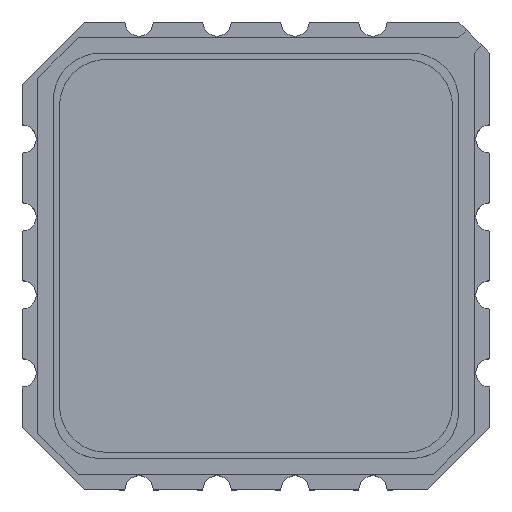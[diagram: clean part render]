
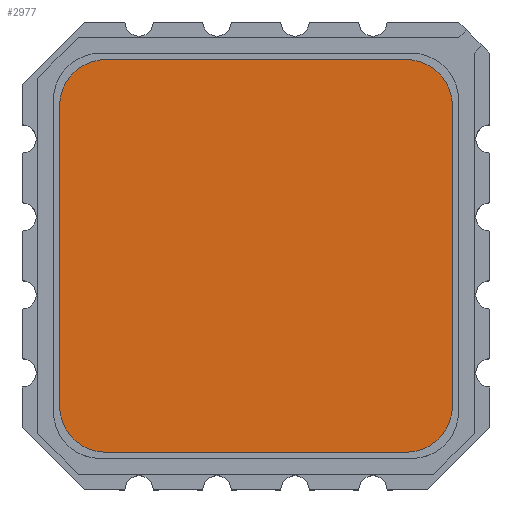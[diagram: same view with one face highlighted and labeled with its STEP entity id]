
A CAD part, top view. The second image highlights one B-rep face of the part: STEP entity #2977.
In plain terms, the highlighted face is planar.
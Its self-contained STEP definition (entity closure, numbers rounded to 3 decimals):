
#2977=ADVANCED_FACE('',(#5089),#5091,.F.);
#5089=FACE_BOUND('',#5090,.T.);
#5090=EDGE_LOOP('',(#6786,#6787,#6788,#6789,#6790,#6791,#6792,#6793));
#5091=PLANE('',#5092);
#5092=AXIS2_PLACEMENT_3D('',#5093,#5094,#5095);
#5093=CARTESIAN_POINT('',(0.,0.,0.));
#5094=DIRECTION('',(0.,0.,1.));
#5095=DIRECTION('',(1.,0.,0.));
#6786=ORIENTED_EDGE('',*,*,#7642,.F.);
#6787=ORIENTED_EDGE('',*,*,#7640,.F.);
#6788=ORIENTED_EDGE('',*,*,#7638,.F.);
#6789=ORIENTED_EDGE('',*,*,#7636,.F.);
#6790=ORIENTED_EDGE('',*,*,#7634,.F.);
#6791=ORIENTED_EDGE('',*,*,#7632,.F.);
#6792=ORIENTED_EDGE('',*,*,#7630,.F.);
#6793=ORIENTED_EDGE('',*,*,#7627,.F.);
#7627=EDGE_CURVE('',#9050,#9051,#9052,.T.);
#7630=EDGE_CURVE('',#9051,#9055,#9056,.T.);
#7632=EDGE_CURVE('',#9055,#9058,#9059,.T.);
#7634=EDGE_CURVE('',#9058,#9061,#9062,.T.);
#7636=EDGE_CURVE('',#9061,#9064,#9065,.T.);
#7638=EDGE_CURVE('',#9064,#9067,#9068,.T.);
#7640=EDGE_CURVE('',#9067,#9070,#9071,.T.);
#7642=EDGE_CURVE('',#9070,#9050,#9073,.T.);
#9050=VERTEX_POINT('',#12287);
#9051=VERTEX_POINT('',#12288);
#9052=CIRCLE('',#12289,0.762);
#9055=VERTEX_POINT('',#12299);
#9056=LINE('',#12300,#12301);
#9058=VERTEX_POINT('',#12306);
#9059=CIRCLE('',#12307,0.762);
#9061=VERTEX_POINT('',#12314);
#9062=LINE('',#12315,#12316);
#9064=VERTEX_POINT('',#12321);
#9065=CIRCLE('',#12322,0.762);
#9067=VERTEX_POINT('',#12329);
#9068=LINE('',#12330,#12331);
#9070=VERTEX_POINT('',#12336);
#9071=CIRCLE('',#12337,0.762);
#9073=LINE('',#12344,#12345);
#12287=CARTESIAN_POINT('',(3.2,2.438,0.));
#12288=CARTESIAN_POINT('',(2.438,3.2,0.));
#12289=AXIS2_PLACEMENT_3D('',#12290,#12291,#12292);
#12290=CARTESIAN_POINT('',(2.438,2.438,0.));
#12291=DIRECTION('',(0.,0.,1.));
#12292=DIRECTION('',(1.,0.,0.));
#12299=CARTESIAN_POINT('',(-2.438,3.2,0.));
#12300=CARTESIAN_POINT('',(2.438,3.2,0.));
#12301=VECTOR('',#12302,1.);
#12302=DIRECTION('',(-1.,0.,0.));
#12306=CARTESIAN_POINT('',(-3.2,2.438,0.));
#12307=AXIS2_PLACEMENT_3D('',#12308,#12309,#12310);
#12308=CARTESIAN_POINT('',(-2.438,2.438,0.));
#12309=DIRECTION('',(0.,0.,1.));
#12310=DIRECTION('',(0.,1.,0.));
#12314=CARTESIAN_POINT('',(-3.2,-2.438,0.));
#12315=CARTESIAN_POINT('',(-3.2,2.438,0.));
#12316=VECTOR('',#12317,1.);
#12317=DIRECTION('',(0.,-1.,0.));
#12321=CARTESIAN_POINT('',(-2.438,-3.2,0.));
#12322=AXIS2_PLACEMENT_3D('',#12323,#12324,#12325);
#12323=CARTESIAN_POINT('',(-2.438,-2.438,0.));
#12324=DIRECTION('',(0.,0.,1.));
#12325=DIRECTION('',(-1.,0.,0.));
#12329=CARTESIAN_POINT('',(2.438,-3.2,0.));
#12330=CARTESIAN_POINT('',(-2.438,-3.2,0.));
#12331=VECTOR('',#12332,1.);
#12332=DIRECTION('',(1.,0.,0.));
#12336=CARTESIAN_POINT('',(3.2,-2.438,0.));
#12337=AXIS2_PLACEMENT_3D('',#12338,#12339,#12340);
#12338=CARTESIAN_POINT('',(2.438,-2.438,0.));
#12339=DIRECTION('',(0.,0.,1.));
#12340=DIRECTION('',(0.,-1.,0.));
#12344=CARTESIAN_POINT('',(3.2,-2.438,0.));
#12345=VECTOR('',#12346,1.);
#12346=DIRECTION('',(0.,1.,0.));
